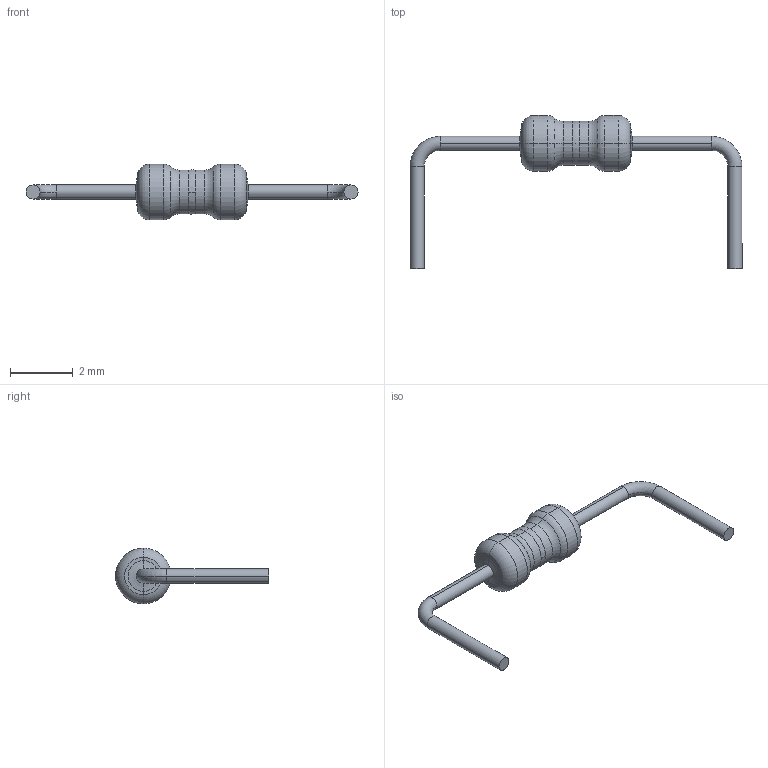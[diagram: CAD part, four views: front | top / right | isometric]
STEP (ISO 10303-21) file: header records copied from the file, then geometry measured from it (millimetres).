
FILE_DESCRIPTION (( 'STEP AP214' ), '1' );
FILE_NAME ('RES_AH_0.125W_400 mills_0R_5%.STEP', '2022-06-21T16:23:15', ( '' ), ( '' ), 'SwSTEP 2.0', 'SolidWorks 2020', '' );
FILE_SCHEMA (( 'AUTOMOTIVE_DESIGN' ));
Length unit declared in the file: millimetre
Products named in the file (1): RES_AH_0.125W_400 mills_0R_5%
Bounding box: 10.61 x 4.89 x 1.78 mm (x, y, z)
Volume: 9.3 mm3; surface area: 42.6 mm2
Topology: 1 solids, 1 shells, 42 faces, 95 edges, 55 vertices
Faces by surface type: torus 20, cylinder 16, plane 4, sphere 2
Entity records: 1652 total; most frequent: DIRECTION 250, CARTESIAN_POINT 185, ORIENTED_EDGE 180, AXIS2_PLACEMENT_3D 117, EDGE_CURVE 90, CIRCLE 74, VERTEX_POINT 52, UNCERTAINTY_MEASURE_WITH_UNIT 45
